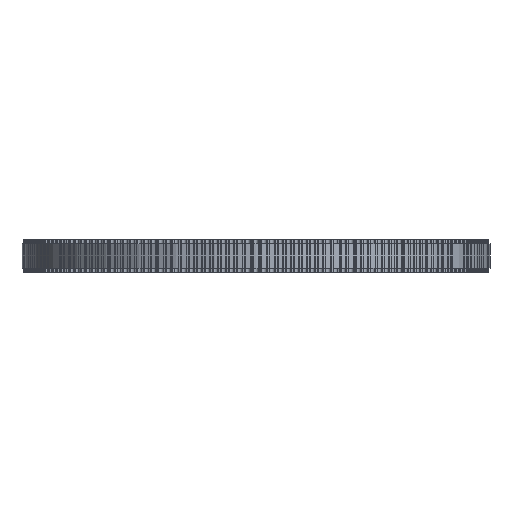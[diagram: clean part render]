
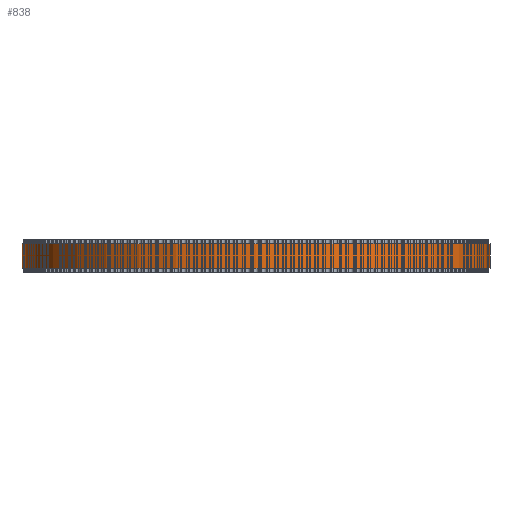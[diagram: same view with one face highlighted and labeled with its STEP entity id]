
A CAD part, front view. The second image highlights one B-rep face of the part: STEP entity #838.
In plain terms, the highlighted cylindrical face has radius 56.977 mm (diameter 113.955 mm), a full revolution.
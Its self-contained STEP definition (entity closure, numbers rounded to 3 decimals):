
#97=FACE_BOUND('',#2992,.T.);
#98=FACE_BOUND('',#2993,.T.);
#838=ADVANCED_FACE('',(#97,#98),#1555,.T.);
#1555=CYLINDRICAL_SURFACE('',#15895,56.977);
#2992=EDGE_LOOP('',(#8722));
#2993=EDGE_LOOP('',(#8723));
#8722=ORIENTED_EDGE('',*,*,#12306,.T.);
#8723=ORIENTED_EDGE('',*,*,#12307,.T.);
#10156=VERTEX_POINT('',#25220);
#10157=VERTEX_POINT('',#25222);
#12306=EDGE_CURVE('',#10156,#10156,#13740,.T.);
#12307=EDGE_CURVE('',#10157,#10157,#13741,.T.);
#13740=CIRCLE('',#15893,56.977);
#13741=CIRCLE('',#15894,56.977);
#15893=AXIS2_PLACEMENT_3D('',#25219,#20914,#20915);
#15894=AXIS2_PLACEMENT_3D('',#25221,#20916,#20917);
#15895=AXIS2_PLACEMENT_3D('',#25223,#20918,#20919);
#20914=DIRECTION('',(0.,0.,1.));
#20915=DIRECTION('',(1.,0.,0.));
#20916=DIRECTION('',(0.,0.,-1.));
#20917=DIRECTION('',(1.,0.,0.));
#20918=DIRECTION('',(0.,0.,1.));
#20919=DIRECTION('',(1.,0.,0.));
#25219=CARTESIAN_POINT('',(0.,0.,1.));
#25220=CARTESIAN_POINT('',(56.977,0.,1.));
#25221=CARTESIAN_POINT('',(0.,0.,7.));
#25222=CARTESIAN_POINT('',(56.977,0.,7.));
#25223=CARTESIAN_POINT('',(0.,0.,1.));
